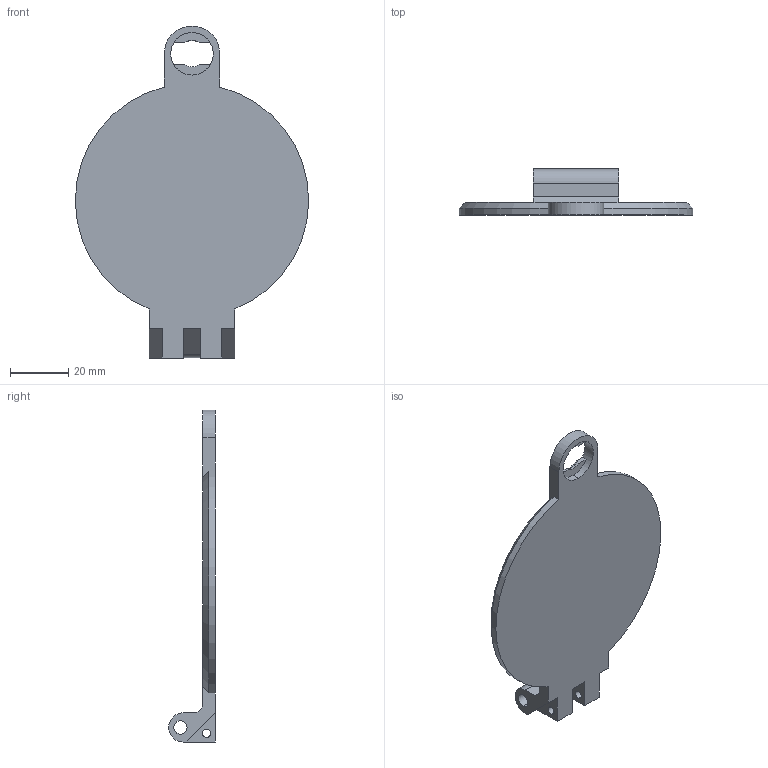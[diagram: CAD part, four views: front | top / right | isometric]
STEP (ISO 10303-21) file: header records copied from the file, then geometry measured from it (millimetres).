
FILE_DESCRIPTION(('FreeCAD Model'),'2;1');
FILE_NAME('Open CASCADE Shape Model','2022-04-21T14:49:37',(''),(''), 'Open CASCADE STEP processor 7.5','FreeCAD','Unknown');
FILE_SCHEMA(('AUTOMOTIVE_DESIGN { 1 0 10303 214 1 1 1 1 }'));
Length unit declared in the file: millimetre
Products named in the file (1): hatch
Bounding box: 79.99 x 16 x 113.8 mm (x, y, z)
Volume: 25168.5 mm3; surface area: 15338.1 mm2
Topology: 1 solids, 3 shells, 64 faces, 170 edges, 113 vertices
Faces by surface type: plane 36, cylinder 23, cone 5
Entity records: 2043 total; most frequent: CARTESIAN_POINT 372, DIRECTION 347, ORIENTED_EDGE 340, EDGE_CURVE 170, AXIS2_PLACEMENT_3D 120, VERTEX_POINT 113, LINE 107, VECTOR 107
